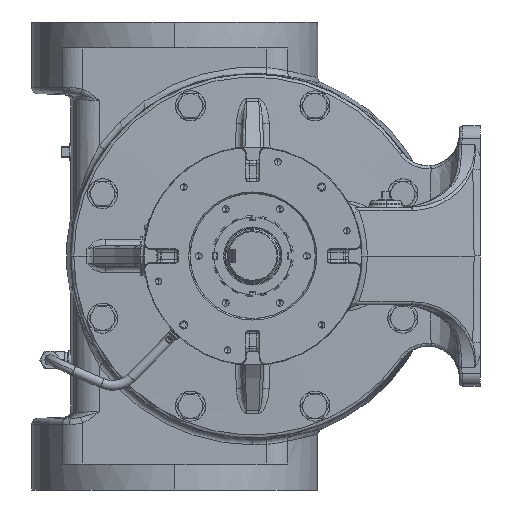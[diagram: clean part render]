
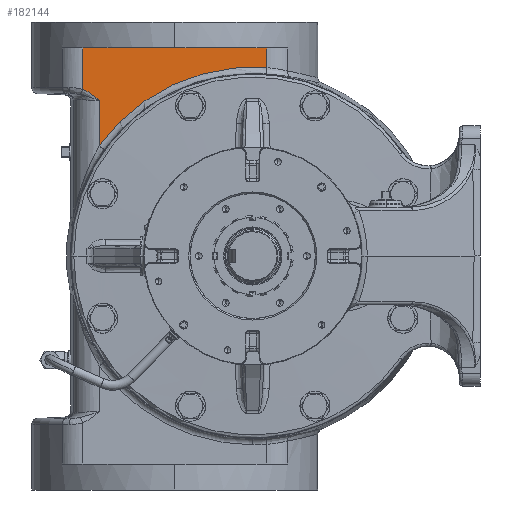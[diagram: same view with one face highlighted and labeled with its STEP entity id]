
A CAD part, left-side view. The second image highlights one B-rep face of the part: STEP entity #182144.
In plain terms, the highlighted planar face has unit normal (-1, 0, 0).
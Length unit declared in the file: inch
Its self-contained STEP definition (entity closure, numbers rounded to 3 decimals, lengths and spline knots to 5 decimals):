
#148 = CARTESIAN_POINT ( 'NONE',  ( 0.865, 5.90249, 8. ) ) ;
#3574 = DIRECTION ( 'NONE',  ( 1., 0., 0. ) ) ;
#7667 = CARTESIAN_POINT ( 'NONE',  ( 0.865, -0.54251, 7.24305 ) ) ;
#8171 = CARTESIAN_POINT ( 'NONE',  ( 0.865, 6.54251, 8. ) ) ;
#11902 = CIRCLE ( 'NONE', #124459, 7.26334 ) ;
#16866 = CARTESIAN_POINT ( 'NONE',  ( 0.865, 5.90249, 8.3621 ) ) ;
#25025 = LINE ( 'NONE', #170878, #50881 ) ;
#28438 = CARTESIAN_POINT ( 'NONE',  ( 0.865, 6.25878, 6.26453 ) ) ;
#29117 = CARTESIAN_POINT ( 'NONE',  ( 0.865, 5.90249, 5.9908 ) ) ;
#29225 = EDGE_CURVE ( 'NONE', #179855, #49940, #174636, .T. ) ;
#29376 = CARTESIAN_POINT ( 'NONE',  ( 0.865, 5.96451, 6.04199 ) ) ;
#30989 = EDGE_CURVE ( 'NONE', #179855, #69707, #69890, .T. ) ;
#35896 = EDGE_CURVE ( 'NONE', #109781, #121532, #11902, .T. ) ;
#40353 = CARTESIAN_POINT ( 'NONE',  ( 0.865, 6.54251, 8.74 ) ) ;
#45576 = CARTESIAN_POINT ( 'NONE',  ( 0.865, 5.90864, 5.99589 ) ) ;
#46411 = ORIENTED_EDGE ( 'NONE', *, *, #35896, .T. ) ;
#49459 = DIRECTION ( 'NONE',  ( 0., -1., 0. ) ) ;
#49940 = VERTEX_POINT ( 'NONE', #183494 ) ;
#50881 = VECTOR ( 'NONE', #101191, 39.37008 ) ;
#51733 = EDGE_CURVE ( 'NONE', #69707, #75972, #116248, .T. ) ;
#57061 = CARTESIAN_POINT ( 'NONE',  ( 0.865, 6.15379, 6.19133 ) ) ;
#57464 = DIRECTION ( 'NONE',  ( 0., 0., -1. ) ) ;
#58013 = CARTESIAN_POINT ( 'NONE',  ( 0.865, 5.92727, 6.0113 ) ) ;
#65372 = ORIENTED_EDGE ( 'NONE', *, *, #29225, .F. ) ;
#67900 = EDGE_CURVE ( 'NONE', #49940, #121532, #25025, .T. ) ;
#69707 = VERTEX_POINT ( 'NONE', #96299 ) ;
#69730 = CARTESIAN_POINT ( 'NONE',  ( 0.865, 5.90249, 8.3621 ) ) ;
#69890 = LINE ( 'NONE', #40353, #158575 ) ;
#73243 = CARTESIAN_POINT ( 'NONE',  ( 0.865, 5.90249, 5.9908 ) ) ;
#75972 = VERTEX_POINT ( 'NONE', #29117 ) ;
#76069 = DIRECTION ( 'NONE',  ( 0., 0., -1. ) ) ;
#77568 = ORIENTED_EDGE ( 'NONE', *, *, #67900, .F. ) ;
#81061 = ORIENTED_EDGE ( 'NONE', *, *, #30989, .T. ) ;
#86579 = CARTESIAN_POINT ( 'NONE',  ( 0.865, 6.31259, 6.29899 ) ) ;
#96299 = CARTESIAN_POINT ( 'NONE',  ( 0.865, 6.54251, 6.41306 ) ) ;
#101191 = DIRECTION ( 'NONE',  ( 0., 0., -1. ) ) ;
#106628 = CARTESIAN_POINT ( 'NONE',  ( 0.865, 5.90249, 4.23282 ) ) ;
#109781 = VERTEX_POINT ( 'NONE', #106628 ) ;
#112765 = EDGE_LOOP ( 'NONE', ( #65372, #81061, #146782, #186892, #46411, #77568 ) ) ;
#113055 = AXIS2_PLACEMENT_3D ( 'NONE', #69730, #114456, #158362 ) ;
#114456 = DIRECTION ( 'NONE',  ( 1., 0., 0. ) ) ;
#115173 = CARTESIAN_POINT ( 'NONE',  ( 0.865, 6.02693, 6.09274 ) ) ;
#116128 = CARTESIAN_POINT ( 'NONE',  ( 0.865, 5.91487, 6.00105 ) ) ;
#116248 = B_SPLINE_CURVE_WITH_KNOTS ( 'NONE', 3,
 ( #187643, #130437, #188595, #86579, #28438, #57061, #160942, #115173, #146649, #29376, #158120, #58013, #116128, #45576, #73243 ),
 .UNSPECIFIED., .F., .F.,
 ( 4, 2, 2, 2, 2, 1, 2, 4 ),
 ( 0., 0.00487, 0.00974, 0.01461, 0.01704, 0.01826, 0.01887, 0.01947 ),
 .UNSPECIFIED. ) ;
#121532 = VERTEX_POINT ( 'NONE', #7667 ) ;
#124459 = AXIS2_PLACEMENT_3D ( 'NONE', #165639, #3574, #76069 ) ;
#130348 = LINE ( 'NONE', #16866, #146164 ) ;
#130437 = CARTESIAN_POINT ( 'NONE',  ( 0.865, 6.48194, 6.38955 ) ) ;
#142182 = PLANE ( 'NONE',  #113055 ) ;
#144042 = FACE_OUTER_BOUND ( 'NONE', #112765, .T. ) ;
#146164 = VECTOR ( 'NONE', #161810, 39.37008 ) ;
#146649 = CARTESIAN_POINT ( 'NONE',  ( 0.865, 6.00189, 6.07252 ) ) ;
#146782 = ORIENTED_EDGE ( 'NONE', *, *, #51733, .T. ) ;
#157031 = VECTOR ( 'NONE', #49459, 39.37008 ) ;
#158120 = CARTESIAN_POINT ( 'NONE',  ( 0.865, 5.94587, 6.02667 ) ) ;
#158362 = DIRECTION ( 'NONE',  ( 0., 0., -1. ) ) ;
#158575 = VECTOR ( 'NONE', #57464, 39.37008 ) ;
#160942 = CARTESIAN_POINT ( 'NONE',  ( 0.865, 6.10262, 6.15258 ) ) ;
#161810 = DIRECTION ( 'NONE',  ( 0., 0., -1. ) ) ;
#165639 = CARTESIAN_POINT ( 'NONE',  ( 0.865, 0., 0. ) ) ;
#170878 = CARTESIAN_POINT ( 'NONE',  ( 0.865, -0.54251, 8.74 ) ) ;
#174636 = LINE ( 'NONE', #148, #157031 ) ;
#179588 = EDGE_CURVE ( 'NONE', #75972, #109781, #130348, .T. ) ;
#179855 = VERTEX_POINT ( 'NONE', #8171 ) ;
#182144 = ADVANCED_FACE ( 'Defeatured_0_3475', ( #144042 ), #142182, .F. ) ;
#183494 = CARTESIAN_POINT ( 'NONE',  ( 0.865, -0.54251, 8. ) ) ;
#186892 = ORIENTED_EDGE ( 'NONE', *, *, #179588, .T. ) ;
#187643 = CARTESIAN_POINT ( 'NONE',  ( 0.865, 6.54251, 6.41306 ) ) ;
#188595 = CARTESIAN_POINT ( 'NONE',  ( 0.865, 6.42418, 6.36149 ) ) ;
